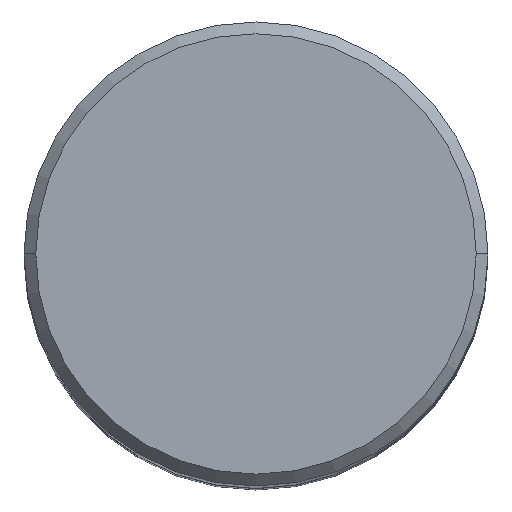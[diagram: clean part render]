
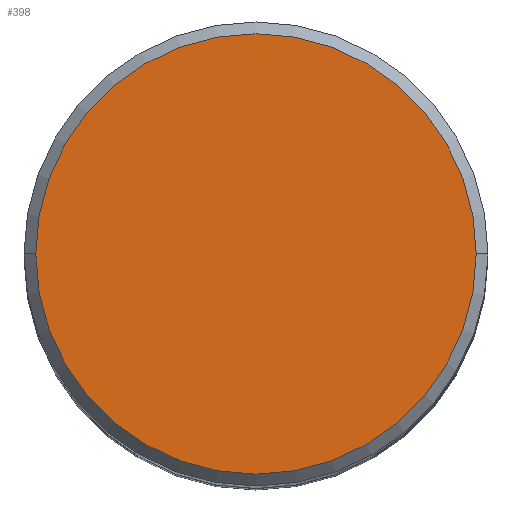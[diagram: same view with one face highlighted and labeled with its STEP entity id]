
A CAD part, top view. The second image highlights one B-rep face of the part: STEP entity #398.
In plain terms, the highlighted planar face has unit normal (0, 0, 1).
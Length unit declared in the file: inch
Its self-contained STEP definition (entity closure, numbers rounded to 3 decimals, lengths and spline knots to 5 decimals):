
#3 = CIRCLE ( 'NONE', #556, 0.3737 ) ;
#47 = CARTESIAN_POINT ( 'NONE',  ( 0.3737, 0., 0. ) ) ;
#65 = CARTESIAN_POINT ( 'NONE',  ( 0., 0., 0. ) ) ;
#85 = PLANE ( 'NONE',  #521 ) ;
#87 = FACE_OUTER_BOUND ( 'NONE', #384, .T. ) ;
#139 = DIRECTION ( 'NONE',  ( 0., 0., 1. ) ) ;
#175 = CARTESIAN_POINT ( 'NONE',  ( 0., 0.3737, 0. ) ) ;
#213 = CARTESIAN_POINT ( 'NONE',  ( 0., 0., 0. ) ) ;
#216 = DIRECTION ( 'NONE',  ( 0., 0., -1. ) ) ;
#236 = VERTEX_POINT ( 'NONE', #47 ) ;
#247 = DIRECTION ( 'NONE',  ( -1., 0., 0. ) ) ;
#258 = ORIENTED_EDGE ( 'NONE', *, *, #548, .T. ) ;
#280 = AXIS2_PLACEMENT_3D ( 'NONE', #65, #139, #408 ) ;
#325 = DIRECTION ( 'NONE',  ( 1., 0., 0. ) ) ;
#332 = EDGE_CURVE ( 'NONE', #462, #236, #387, .T. ) ;
#384 = EDGE_LOOP ( 'NONE', ( #427, #258 ) ) ;
#385 = DIRECTION ( 'NONE',  ( 0., 0., 1. ) ) ;
#387 = CIRCLE ( 'NONE', #280, 0.3737 ) ;
#398 = ADVANCED_FACE ( 'NONE', ( #87 ), #85, .F. ) ;
#408 = DIRECTION ( 'NONE',  ( 1., 0., 0. ) ) ;
#427 = ORIENTED_EDGE ( 'NONE', *, *, #332, .T. ) ;
#462 = VERTEX_POINT ( 'NONE', #466 ) ;
#466 = CARTESIAN_POINT ( 'NONE',  ( -0.3737, 0., 0. ) ) ;
#521 = AXIS2_PLACEMENT_3D ( 'NONE', #175, #216, #247 ) ;
#548 = EDGE_CURVE ( 'NONE', #236, #462, #3, .T. ) ;
#556 = AXIS2_PLACEMENT_3D ( 'NONE', #213, #385, #325 ) ;
